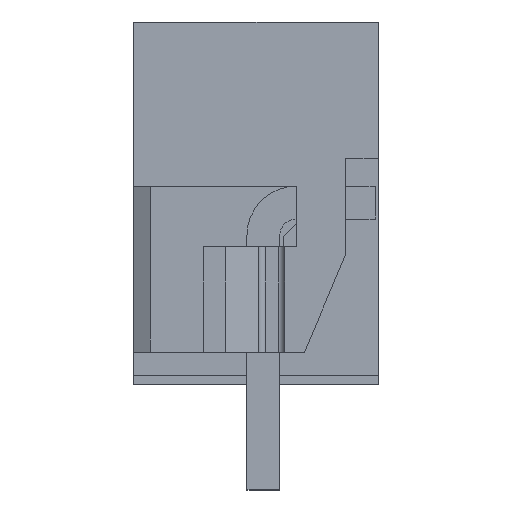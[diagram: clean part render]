
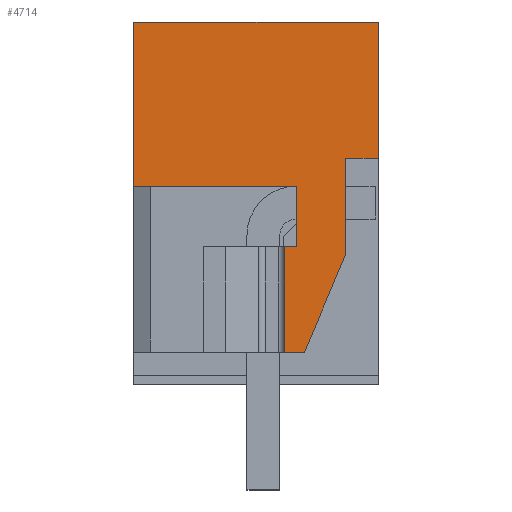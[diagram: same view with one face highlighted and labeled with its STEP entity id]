
A CAD part, left-side view. The second image highlights one B-rep face of the part: STEP entity #4714.
In plain terms, the highlighted planar face has unit normal (-1, 0, 0).
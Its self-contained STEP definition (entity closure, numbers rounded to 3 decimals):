
#4647=AXIS2_PLACEMENT_3D('Plane Axis2P3D',#4644,#4645,#4646) ;
#296=CARTESIAN_POINT('Vertex',(0.,7.45,9.25)) ;
#299=CARTESIAN_POINT('Line Origine',(0.,7.45,11.75)) ;
#303=CARTESIAN_POINT('Vertex',(0.,7.45,14.25)) ;
#4491=CARTESIAN_POINT('Vertex',(0.,2.25,4.2)) ;
#4494=CARTESIAN_POINT('Line Origine',(0.,2.55,4.2)) ;
#4498=CARTESIAN_POINT('Vertex',(0.,2.85,4.2)) ;
#4599=CARTESIAN_POINT('Line Origine',(0.,4.975,9.25)) ;
#4603=CARTESIAN_POINT('Vertex',(0.,2.5,9.25)) ;
#4644=CARTESIAN_POINT('Axis2P3D Location',(0.,7.45,1.8)) ;
#4649=CARTESIAN_POINT('Line Origine',(0.,2.85,5.8)) ;
#4653=CARTESIAN_POINT('Vertex',(0.,2.85,7.4)) ;
#4656=CARTESIAN_POINT('Line Origine',(0.,1.623,5.679)) ;
#4660=CARTESIAN_POINT('Vertex',(0.,0.997,7.158)) ;
#4663=CARTESIAN_POINT('Line Origine',(0.,0.997,8.629)) ;
#4667=CARTESIAN_POINT('Vertex',(0.,0.997,10.1)) ;
#4670=CARTESIAN_POINT('Line Origine',(0.,0.498,10.1)) ;
#4674=CARTESIAN_POINT('Vertex',(0.,0.,10.1)) ;
#4677=CARTESIAN_POINT('Line Origine',(0.,0.,12.175)) ;
#4681=CARTESIAN_POINT('Vertex',(0.,0.,14.25)) ;
#4684=CARTESIAN_POINT('Line Origine',(0.,3.725,14.25)) ;
#4689=CARTESIAN_POINT('Line Origine',(0.,2.5,8.325)) ;
#4693=CARTESIAN_POINT('Vertex',(0.,2.5,7.4)) ;
#4696=CARTESIAN_POINT('Line Origine',(0.,2.675,7.4)) ;
#300=DIRECTION('Vector Direction',(0.,0.,-1.)) ;
#4495=DIRECTION('Vector Direction',(0.,-1.,0.)) ;
#4600=DIRECTION('Vector Direction',(0.,1.,0.)) ;
#4645=DIRECTION('Axis2P3D Direction',(1.,0.,-0.)) ;
#4646=DIRECTION('Axis2P3D XDirection',(0.,0.,1.)) ;
#4650=DIRECTION('Vector Direction',(0.,0.,1.)) ;
#4657=DIRECTION('Vector Direction',(0.,0.39,-0.921)) ;
#4664=DIRECTION('Vector Direction',(0.,0.,1.)) ;
#4671=DIRECTION('Vector Direction',(0.,-1.,0.)) ;
#4678=DIRECTION('Vector Direction',(0.,0.,1.)) ;
#4685=DIRECTION('Vector Direction',(0.,1.,0.)) ;
#4690=DIRECTION('Vector Direction',(0.,0.,-1.)) ;
#4697=DIRECTION('Vector Direction',(0.,1.,0.)) ;
#301=VECTOR('Line Direction',#300,1.) ;
#4496=VECTOR('Line Direction',#4495,1.) ;
#4601=VECTOR('Line Direction',#4600,1.) ;
#4651=VECTOR('Line Direction',#4650,1.) ;
#4658=VECTOR('Line Direction',#4657,1.) ;
#4665=VECTOR('Line Direction',#4664,1.) ;
#4672=VECTOR('Line Direction',#4671,1.) ;
#4679=VECTOR('Line Direction',#4678,1.) ;
#4686=VECTOR('Line Direction',#4685,1.) ;
#4691=VECTOR('Line Direction',#4690,1.) ;
#4698=VECTOR('Line Direction',#4697,1.) ;
#4702=ORIENTED_EDGE('',*,*,#4655,.F.) ;
#4703=ORIENTED_EDGE('',*,*,#4500,.F.) ;
#4704=ORIENTED_EDGE('',*,*,#4662,.F.) ;
#4705=ORIENTED_EDGE('',*,*,#4669,.F.) ;
#4706=ORIENTED_EDGE('',*,*,#4676,.F.) ;
#4707=ORIENTED_EDGE('',*,*,#4683,.F.) ;
#4708=ORIENTED_EDGE('',*,*,#4688,.F.) ;
#4709=ORIENTED_EDGE('',*,*,#305,.F.) ;
#4710=ORIENTED_EDGE('',*,*,#4605,.F.) ;
#4711=ORIENTED_EDGE('',*,*,#4695,.F.) ;
#4712=ORIENTED_EDGE('',*,*,#4700,.F.) ;
#4714=ADVANCED_FACE('HOUSING',(#4713),#4648,.F.) ;
#305=EDGE_CURVE('',#297,#304,#302,.F.) ;
#4500=EDGE_CURVE('',#4492,#4499,#4497,.F.) ;
#4605=EDGE_CURVE('',#4604,#297,#4602,.T.) ;
#4655=EDGE_CURVE('',#4499,#4654,#4652,.T.) ;
#4662=EDGE_CURVE('',#4661,#4492,#4659,.T.) ;
#4669=EDGE_CURVE('',#4668,#4661,#4666,.F.) ;
#4676=EDGE_CURVE('',#4675,#4668,#4673,.F.) ;
#4683=EDGE_CURVE('',#4682,#4675,#4680,.F.) ;
#4688=EDGE_CURVE('',#304,#4682,#4687,.F.) ;
#4695=EDGE_CURVE('',#4694,#4604,#4692,.F.) ;
#4700=EDGE_CURVE('',#4654,#4694,#4699,.F.) ;
#4701=EDGE_LOOP('',(#4702,#4703,#4704,#4705,#4706,#4707,#4708,#4709,#4710,#4711,#4712)) ;
#4713=FACE_OUTER_BOUND('',#4701,.T.) ;
#302=LINE('Line',#299,#301) ;
#4497=LINE('Line',#4494,#4496) ;
#4602=LINE('Line',#4599,#4601) ;
#4652=LINE('Line',#4649,#4651) ;
#4659=LINE('Line',#4656,#4658) ;
#4666=LINE('Line',#4663,#4665) ;
#4673=LINE('Line',#4670,#4672) ;
#4680=LINE('Line',#4677,#4679) ;
#4687=LINE('Line',#4684,#4686) ;
#4692=LINE('Line',#4689,#4691) ;
#4699=LINE('Line',#4696,#4698) ;
#4648=PLANE('',#4647) ;
#297=VERTEX_POINT('',#296) ;
#304=VERTEX_POINT('',#303) ;
#4492=VERTEX_POINT('',#4491) ;
#4499=VERTEX_POINT('',#4498) ;
#4604=VERTEX_POINT('',#4603) ;
#4654=VERTEX_POINT('',#4653) ;
#4661=VERTEX_POINT('',#4660) ;
#4668=VERTEX_POINT('',#4667) ;
#4675=VERTEX_POINT('',#4674) ;
#4682=VERTEX_POINT('',#4681) ;
#4694=VERTEX_POINT('',#4693) ;
